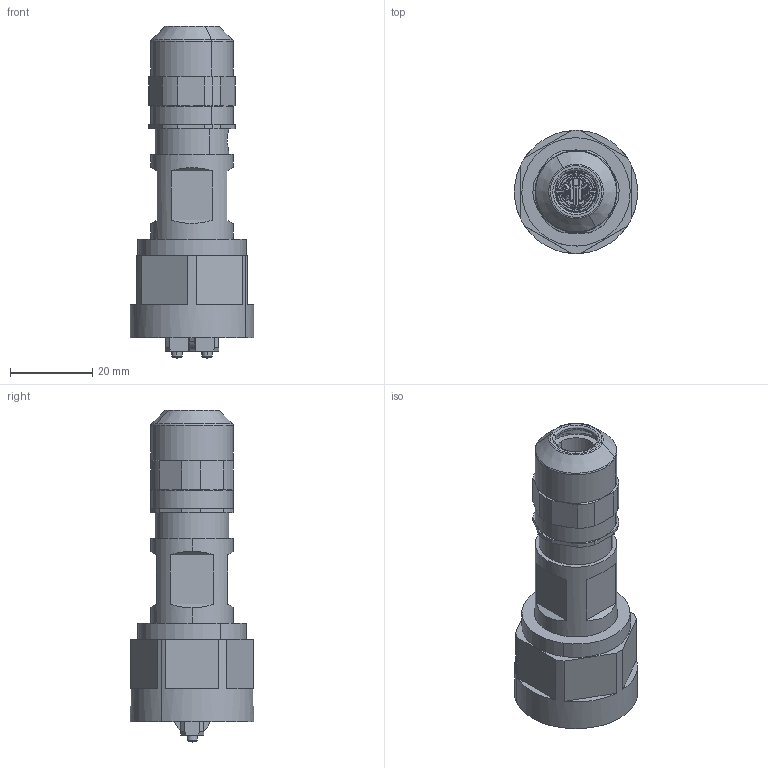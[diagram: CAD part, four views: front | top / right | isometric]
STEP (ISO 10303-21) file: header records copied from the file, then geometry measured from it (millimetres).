
FILE_DESCRIPTION(('CATIA V5 STEP Exchange','CAx-IF Rec.Pracs.--- Model Styling and Organization---1.4--- 2014-01-23'),'2;1');
FILE_NAME ('028556-3_0_1963260000_1963260000.stp','2022-02-21T09:07:40+00:00',('none'),('Weidmueller'),'CATIA Version 5-6 Release 2016 SP3 HF44','CATIA V5 STEP AP214','none');
FILE_SCHEMA(('AUTOMOTIVE_DESIGN { 1 0 10303 214 1 1 1 1 }'));
Length unit declared in the file: millimetre
Products named in the file (1): 1963260000
Bounding box: 30 x 30 x 80.87 mm (x, y, z)
Volume: 18148.9 mm3; surface area: 23657.5 mm2
Topology: 20 solids, 20 shells, 1084 faces, 2703 edges, 1678 vertices
Faces by surface type: plane 563, cylinder 313, cone 134, torus 50, sphere 17, bspline 7
Entity records: 34645 total; most frequent: CARTESIAN_POINT 10054, ORIENTED_EDGE 5388, DIRECTION 4331, EDGE_CURVE 2694, VERTEX_POINT 1678, AXIS2_PLACEMENT_3D 1670, VECTOR 1660, LINE 1660
